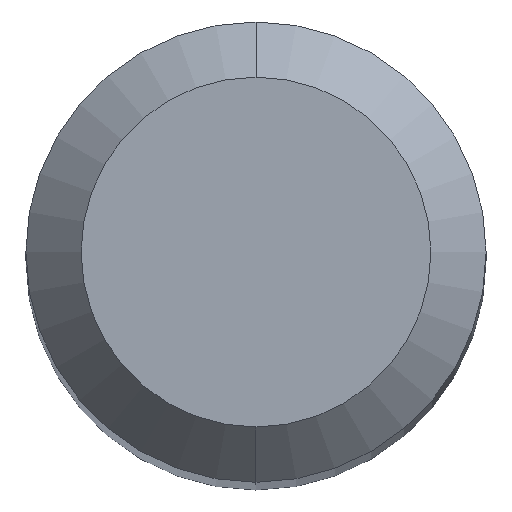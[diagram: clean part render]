
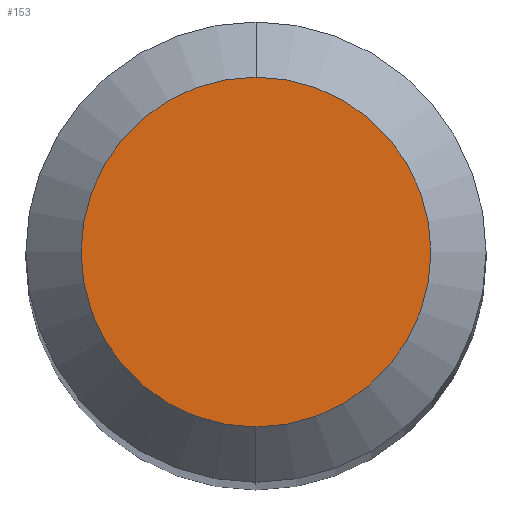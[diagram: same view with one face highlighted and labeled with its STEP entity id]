
A CAD part, top view. The second image highlights one B-rep face of the part: STEP entity #153.
In plain terms, the highlighted planar face has unit normal (0, 0, 1).
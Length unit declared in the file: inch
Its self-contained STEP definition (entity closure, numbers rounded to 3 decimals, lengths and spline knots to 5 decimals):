
#23 = CIRCLE ( 'NONE', #201, 0.0475 ) ;
#29 = DIRECTION ( 'NONE',  ( 0., -1., 0. ) ) ;
#33 = ORIENTED_EDGE ( 'NONE', *, *, #165, .T. ) ;
#71 = DIRECTION ( 'NONE',  ( 0., 1., 0. ) ) ;
#74 = ORIENTED_EDGE ( 'NONE', *, *, #365, .T. ) ;
#95 = CARTESIAN_POINT ( 'NONE',  ( 0., -0.0475, 0. ) ) ;
#101 = CIRCLE ( 'NONE', #396, 0.0475 ) ;
#133 = CARTESIAN_POINT ( 'NONE',  ( 0., 0.0475, 0. ) ) ;
#146 = PLANE ( 'NONE',  #420 ) ;
#153 = ADVANCED_FACE ( 'NONE', ( #499 ), #146, .F. ) ;
#155 = DIRECTION ( 'NONE',  ( 0., 0., 1. ) ) ;
#165 = EDGE_CURVE ( 'NONE', #469, #481, #23, .T. ) ;
#196 = DIRECTION ( 'NONE',  ( 0., -1., 0. ) ) ;
#201 = AXIS2_PLACEMENT_3D ( 'NONE', #417, #300, #29 ) ;
#239 = CARTESIAN_POINT ( 'NONE',  ( 0., 0., 0. ) ) ;
#300 = DIRECTION ( 'NONE',  ( 0., 0., 1. ) ) ;
#336 = CARTESIAN_POINT ( 'NONE',  ( 0., 0.0475, 0. ) ) ;
#365 = EDGE_CURVE ( 'NONE', #481, #469, #101, .T. ) ;
#396 = AXIS2_PLACEMENT_3D ( 'NONE', #239, #155, #196 ) ;
#417 = CARTESIAN_POINT ( 'NONE',  ( 0., 0., 0. ) ) ;
#420 = AXIS2_PLACEMENT_3D ( 'NONE', #336, #492, #71 ) ;
#439 = EDGE_LOOP ( 'NONE', ( #33, #74 ) ) ;
#469 = VERTEX_POINT ( 'NONE', #133 ) ;
#481 = VERTEX_POINT ( 'NONE', #95 ) ;
#492 = DIRECTION ( 'NONE',  ( 0., 0., -1. ) ) ;
#499 = FACE_OUTER_BOUND ( 'NONE', #439, .T. ) ;
